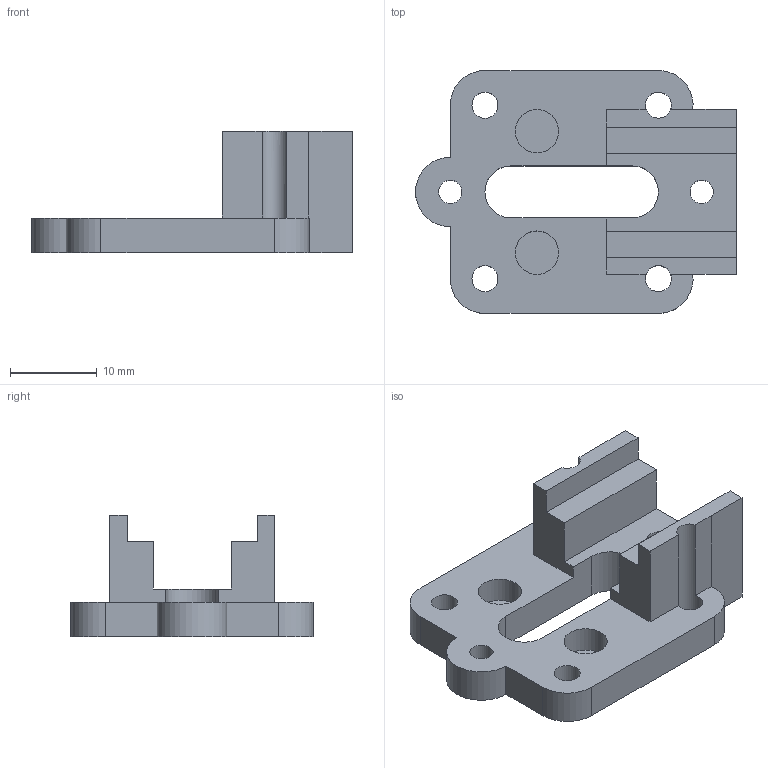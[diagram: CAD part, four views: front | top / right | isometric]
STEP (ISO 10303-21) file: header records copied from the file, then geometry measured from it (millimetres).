
FILE_DESCRIPTION(('FreeCAD Model'),'2;1');
FILE_NAME('Open CASCADE Shape Model','2024-05-04T07:43:52',(''),(''), 'Open CASCADE STEP processor 7.6','FreeCAD','Unknown');
FILE_SCHEMA(('AUTOMOTIVE_DESIGN { 1 0 10303 214 1 1 1 1 }'));
Length unit declared in the file: millimetre
Products named in the file (1): Chamfer
Bounding box: 37 x 28 x 14 mm (x, y, z)
Volume: 4144 mm3; surface area: 3237.2 mm2
Topology: 1 solids, 1 shells, 45 faces, 128 edges, 84 vertices
Faces by surface type: plane 28, cylinder 15, cone 2
Full cylindrical faces by diameter (mm): 2.7 x2, 3 x4, 5 x2
Entity records: 1516 total; most frequent: CARTESIAN_POINT 258, DIRECTION 256, ORIENTED_EDGE 256, EDGE_CURVE 128, LINE 92, VECTOR 92, VERTEX_POINT 84, AXIS2_PLACEMENT_3D 82
